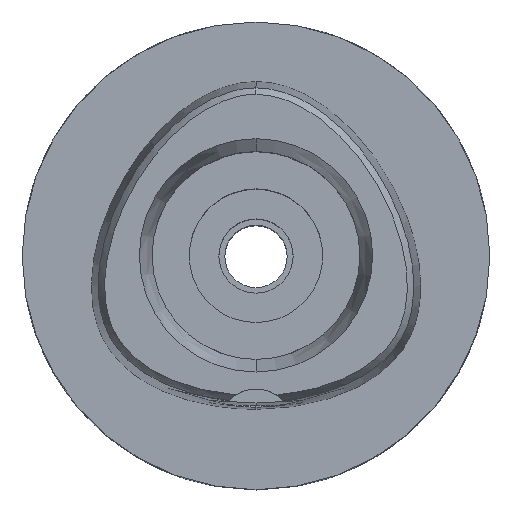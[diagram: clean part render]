
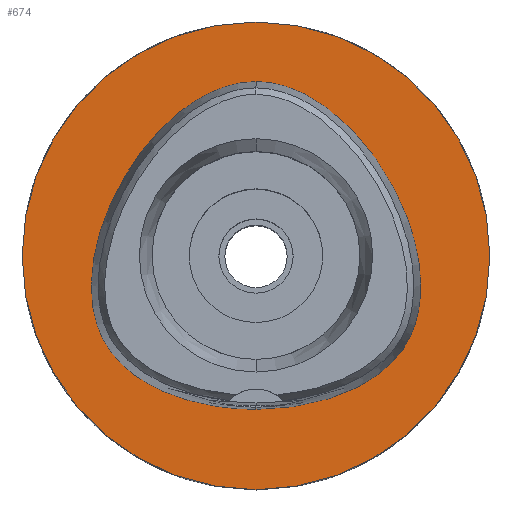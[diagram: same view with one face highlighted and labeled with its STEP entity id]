
A CAD part, top view. The second image highlights one B-rep face of the part: STEP entity #674.
In plain terms, the highlighted planar face has unit normal (0, 0, 1).
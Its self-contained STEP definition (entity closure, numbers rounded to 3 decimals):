
#23 = CARTESIAN_POINT ( 'NONE',  ( -21.555, -8.996, 0. ) ) ;
#40 = CARTESIAN_POINT ( 'NONE',  ( -20.35, -11.749, 0. ) ) ;
#68 = CARTESIAN_POINT ( 'NONE',  ( 0., 0., 0. ) ) ;
#90 = CARTESIAN_POINT ( 'NONE',  ( 22.245, -4.1, 0. ) ) ;
#118 = CARTESIAN_POINT ( 'NONE',  ( 20.749, 4.657, 0. ) ) ;
#151 = ORIENTED_EDGE ( 'NONE', *, *, #1140, .F. ) ;
#350 = EDGE_LOOP ( 'NONE', ( #151, #1884 ) ) ;
#355 = DIRECTION ( 'NONE',  ( 0., 1., 0. ) ) ;
#435 = DIRECTION ( 'NONE',  ( 0., 0., -1. ) ) ;
#473 = CARTESIAN_POINT ( 'NONE',  ( 7.571, 21.315, 0. ) ) ;
#479 = PLANE ( 'NONE',  #4853 ) ;
#502 = CARTESIAN_POINT ( 'NONE',  ( -16.959, -15.678, 0. ) ) ;
#585 = EDGE_CURVE ( 'NONE', #2911, #2917, #4518, .T. ) ;
#674 = ADVANCED_FACE ( 'NONE', ( #1371, #2418 ), #479, .F. ) ;
#859 = CARTESIAN_POINT ( 'NONE',  ( 0., 23.475, 0. ) ) ;
#887 = CARTESIAN_POINT ( 'NONE',  ( 14.408, 15.641, 0. ) ) ;
#968 = DIRECTION ( 'NONE',  ( 0., 0., -1. ) ) ;
#1140 = EDGE_CURVE ( 'NONE', #1216, #3002, #5012, .T. ) ;
#1184 = CARTESIAN_POINT ( 'NONE',  ( -7.571, 21.315, 0. ) ) ;
#1216 = VERTEX_POINT ( 'NONE', #5016 ) ;
#1249 = CARTESIAN_POINT ( 'NONE',  ( 22.057, -6.848, 0. ) ) ;
#1253 = CARTESIAN_POINT ( 'NONE',  ( -2.114, -20.675, 0. ) ) ;
#1274 = CARTESIAN_POINT ( 'NONE',  ( 21.555, -8.996, 0. ) ) ;
#1299 = CARTESIAN_POINT ( 'NONE',  ( 16.959, -15.678, 0. ) ) ;
#1371 = FACE_OUTER_BOUND ( 'NONE', #350, .T. ) ;
#1389 = AXIS2_PLACEMENT_3D ( 'NONE', #3093, #1940, #355 ) ;
#1546 = CARTESIAN_POINT ( 'NONE',  ( -10.746, 19.174, 0. ) ) ;
#1653 = CARTESIAN_POINT ( 'NONE',  ( 0.855, 23.475, 0. ) ) ;
#1680 = CARTESIAN_POINT ( 'NONE',  ( 0., -20.675, 0. ) ) ;
#1737 = CIRCLE ( 'NONE', #4609, 31.5 ) ;
#1884 = ORIENTED_EDGE ( 'NONE', *, *, #2187, .F. ) ;
#1913 = CARTESIAN_POINT ( 'NONE',  ( -5.098, 22.526, 0. ) ) ;
#1940 = DIRECTION ( 'NONE',  ( 0., 0., -1. ) ) ;
#2030 = CARTESIAN_POINT ( 'NONE',  ( 5.098, 22.526, 0. ) ) ;
#2187 = EDGE_CURVE ( 'NONE', #3002, #1216, #1737, .T. ) ;
#2286 = CARTESIAN_POINT ( 'NONE',  ( 0., 23.475, 0. ) ) ;
#2316 = CARTESIAN_POINT ( 'NONE',  ( 0., -31.5, 0. ) ) ;
#2341 = CARTESIAN_POINT ( 'NONE',  ( -20.749, 4.657, 0. ) ) ;
#2368 = CARTESIAN_POINT ( 'NONE',  ( -22.057, -6.848, 0. ) ) ;
#2414 = CARTESIAN_POINT ( 'NONE',  ( 21.978, -0.281, 0. ) ) ;
#2418 = FACE_BOUND ( 'NONE', #4933, .T. ) ;
#2438 = CARTESIAN_POINT ( 'NONE',  ( 18.568, -14.169, 0. ) ) ;
#2445 = DIRECTION ( 'NONE',  ( 0., -1., 0. ) ) ;
#2449 = ORIENTED_EDGE ( 'NONE', *, *, #4491, .F. ) ;
#2471 = CARTESIAN_POINT ( 'NONE',  ( -11.233, -18.893, 0. ) ) ;
#2648 = DIRECTION ( 'NONE',  ( 0., -1., 0. ) ) ;
#2784 = CARTESIAN_POINT ( 'NONE',  ( -19.649, -12.825, 0. ) ) ;
#2791 = ORIENTED_EDGE ( 'NONE', *, *, #585, .F. ) ;
#2812 = CARTESIAN_POINT ( 'NONE',  ( 2.565, 23.293, 0. ) ) ;
#2831 = CARTESIAN_POINT ( 'NONE',  ( 2.114, -20.675, 0. ) ) ;
#2911 = VERTEX_POINT ( 'NONE', #4159 ) ;
#2917 = VERTEX_POINT ( 'NONE', #4920 ) ;
#3002 = VERTEX_POINT ( 'NONE', #2316 ) ;
#3088 = CARTESIAN_POINT ( 'NONE',  ( -0.855, 23.475, 0. ) ) ;
#3093 = CARTESIAN_POINT ( 'NONE',  ( 0., 0., 0. ) ) ;
#3216 = CARTESIAN_POINT ( 'NONE',  ( 11.233, -18.893, 0. ) ) ;
#3241 = CARTESIAN_POINT ( 'NONE',  ( 19.649, -12.825, 0. ) ) ;
#3480 = B_SPLINE_CURVE_WITH_KNOTS ( 'NONE', 3,
 ( #2286, #3088, #3894, #1913, #1184, #1546, #5055, #4699, #2341, #4328, #3528, #2368, #23, #3945, #40, #2784, #4746, #502, #4356, #2471, #4432, #1253, #4799 ),
 .UNSPECIFIED., .F., .F.,
 ( 4, 1, 1, 1, 1, 1, 1, 1, 1, 1, 1, 1, 1, 1, 1, 1, 1, 1, 1, 1, 4 ),
 ( 0., 0.042, 0.083, 0.125, 0.167, 0.25, 0.333, 0.417, 0.5, 0.542, 0.583, 0.625, 0.646, 0.667, 0.688, 0.708, 0.75, 0.792, 0.833, 0.917, 1. ),
 .UNSPECIFIED. ) ;
#3528 = CARTESIAN_POINT ( 'NONE',  ( -22.245, -4.1, 0. ) ) ;
#3894 = CARTESIAN_POINT ( 'NONE',  ( -2.565, 23.293, 0. ) ) ;
#3945 = CARTESIAN_POINT ( 'NONE',  ( -20.932, -10.604, 0. ) ) ;
#3983 = CARTESIAN_POINT ( 'NONE',  ( 18.068, 10.432, 0. ) ) ;
#4006 = CARTESIAN_POINT ( 'NONE',  ( 20.35, -11.749, 0. ) ) ;
#4159 = CARTESIAN_POINT ( 'NONE',  ( 0., -20.675, 0. ) ) ;
#4328 = CARTESIAN_POINT ( 'NONE',  ( -21.978, -0.281, 0. ) ) ;
#4356 = CARTESIAN_POINT ( 'NONE',  ( -14.673, -17.214, 0. ) ) ;
#4383 = CARTESIAN_POINT ( 'NONE',  ( 10.746, 19.174, 0. ) ) ;
#4406 = CARTESIAN_POINT ( 'NONE',  ( 20.932, -10.604, 0. ) ) ;
#4432 = CARTESIAN_POINT ( 'NONE',  ( -6.341, -20.298, 0. ) ) ;
#4480 = CARTESIAN_POINT ( 'NONE',  ( 0., 0., 0. ) ) ;
#4491 = EDGE_CURVE ( 'NONE', #2917, #2911, #3480, .T. ) ;
#4518 = B_SPLINE_CURVE_WITH_KNOTS ( 'NONE', 3,
 ( #1680, #2831, #4768, #3216, #4796, #1299, #2438, #3241, #4006, #4406, #1274, #1249, #90, #2414, #118, #3983, #887, #4383, #473, #2030, #2812, #1653, #859 ),
 .UNSPECIFIED., .F., .F.,
 ( 4, 1, 1, 1, 1, 1, 1, 1, 1, 1, 1, 1, 1, 1, 1, 1, 1, 1, 1, 1, 4 ),
 ( 0., 0.083, 0.167, 0.208, 0.25, 0.292, 0.313, 0.333, 0.354, 0.375, 0.417, 0.458, 0.5, 0.583, 0.667, 0.75, 0.833, 0.875, 0.917, 0.958, 1. ),
 .UNSPECIFIED. ) ;
#4609 = AXIS2_PLACEMENT_3D ( 'NONE', #68, #435, #2648 ) ;
#4699 = CARTESIAN_POINT ( 'NONE',  ( -18.068, 10.432, 0. ) ) ;
#4746 = CARTESIAN_POINT ( 'NONE',  ( -18.568, -14.169, 0. ) ) ;
#4768 = CARTESIAN_POINT ( 'NONE',  ( 6.341, -20.298, 0. ) ) ;
#4796 = CARTESIAN_POINT ( 'NONE',  ( 14.673, -17.214, 0. ) ) ;
#4799 = CARTESIAN_POINT ( 'NONE',  ( 0., -20.675, 0. ) ) ;
#4853 = AXIS2_PLACEMENT_3D ( 'NONE', #4480, #968, #2445 ) ;
#4920 = CARTESIAN_POINT ( 'NONE',  ( 0., 23.475, 0. ) ) ;
#4933 = EDGE_LOOP ( 'NONE', ( #2449, #2791 ) ) ;
#5012 = CIRCLE ( 'NONE', #1389, 31.5 ) ;
#5016 = CARTESIAN_POINT ( 'NONE',  ( 0., 31.5, 0. ) ) ;
#5055 = CARTESIAN_POINT ( 'NONE',  ( -14.408, 15.641, 0. ) ) ;
